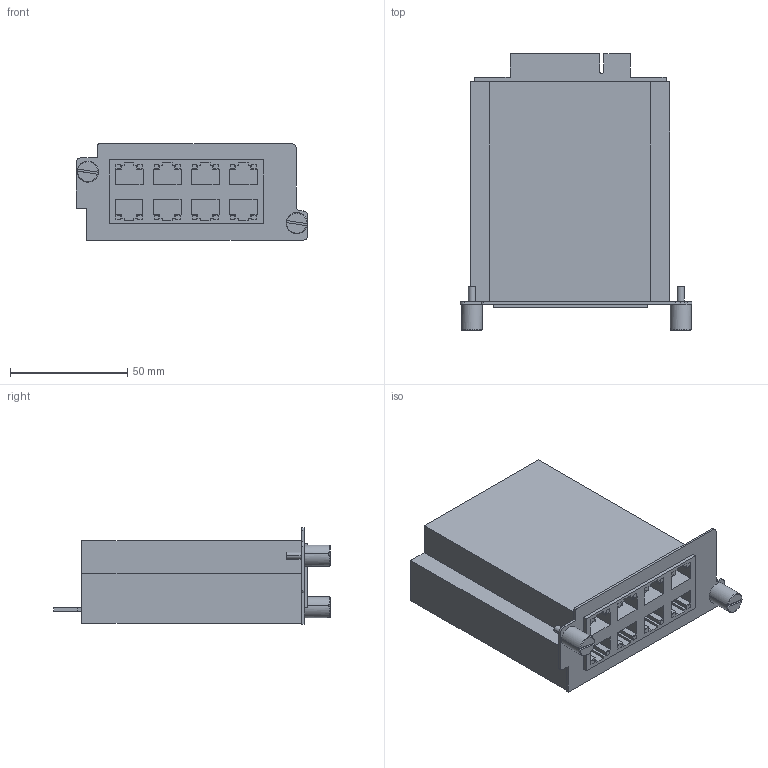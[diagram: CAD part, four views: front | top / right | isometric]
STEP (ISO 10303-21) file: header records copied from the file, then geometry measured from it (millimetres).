
FILE_DESCRIPTION(('CATIA V5 STEP Exchange','CAx-IF Rec.Pracs.--- Model Styling and Organization---1.4--- 2014-01-23'),'2;1');
FILE_NAME ('D1508191_0', '2021-10-28T14:21:08+00:00', ('none'), ('Weidmueller'), 'CATIA Version 5-6 Release 2016 SP3 HF44', 'CATIA V5 STEP AP214', 'none');
FILE_SCHEMA(('AUTOMOTIVE_DESIGN { 1 0 10303 214 1 1 1 1 }'));
Length unit declared in the file: millimetre
Products named in the file (1): S3D_IE_SWM_SL08_8GT
Bounding box: 99 x 118.14 x 41.2 mm (x, y, z)
Volume: 259553.4 mm3; surface area: 47748.1 mm2
Topology: 22 solids, 22 shells, 628 faces, 1515 edges, 1010 vertices
Faces by surface type: plane 604, cylinder 20, cone 4
Entity records: 17160 total; most frequent: ORIENTED_EDGE 3030, CARTESIAN_POINT 2983, DIRECTION 2153, EDGE_CURVE 1515, VECTOR 1387, LINE 1387, VERTEX_POINT 1010, EDGE_LOOP 713
